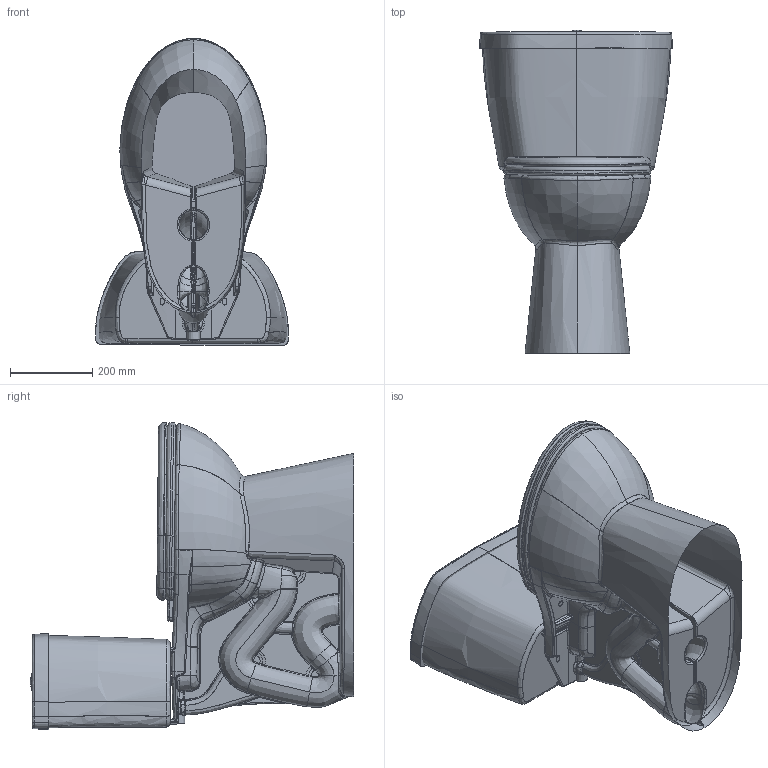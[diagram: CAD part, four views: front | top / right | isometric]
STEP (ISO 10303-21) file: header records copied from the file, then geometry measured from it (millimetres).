
FILE_DESCRIPTION (( 'STEP AP203' ), '1' );
FILE_NAME ('Stealth_SF_EB_N7717&N7714.STEP', '2016-09-13T23:41:58', ( '' ), ( '' ), 'SwSTEP 2.0', 'SolidWorks 2015', '' );
FILE_SCHEMA (( 'CONFIG_CONTROL_DESIGN' ));
Length unit declared in the file: inch
Products named in the file (10): SEAT; Fillet005; Single_Flush_Button_Assy002; N; _717; N7714T; Revolve; Fillet006; Stealth_SF_EB_N7717&N7714; lid
Assembly tree (9 placements, depth 2):
  Stealth_SF_EB_N7717&N7714
    SEAT
    lid
    N
    Fillet005
    _717
    Fillet006
    Revolve
    Single_Flush_Button_Assy002
    N7714T
Bounding box: 468.2 x 784.44 x 745.1 mm (x, y, z)
Volume: 3788916.8 mm3; surface area: 2446795.9 mm2
Topology: 6 solids, 869 shells, 1038 faces, 6135 edges, 5960 vertices
Faces by surface type: bspline 850, cylinder 93, plane 87, cone 5, torus 3
Entity records: 193610 total; most frequent: CARTESIAN_POINT 161921, ORIENTED_EDGE 6490, EDGE_CURVE 6121, VERTEX_POINT 5960, B_SPLINE_CURVE_WITH_KNOTS 5177, DIRECTION 1170, EDGE_LOOP 1058, FACE_OUTER_BOUND 1038
